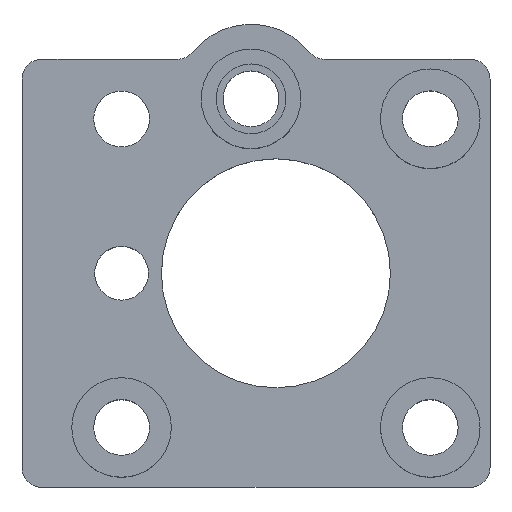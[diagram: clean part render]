
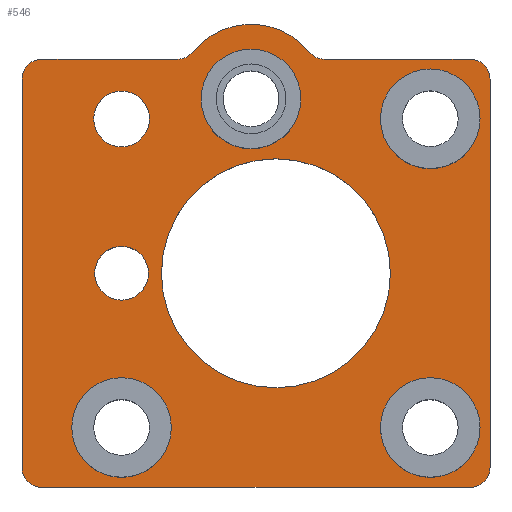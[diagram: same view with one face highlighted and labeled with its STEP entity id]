
A CAD part, top view. The second image highlights one B-rep face of the part: STEP entity #546.
In plain terms, the highlighted planar face has unit normal (0, 0, 1).
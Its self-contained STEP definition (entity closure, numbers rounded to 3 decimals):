
#27=FACE_BOUND('',#120,.T.);
#28=FACE_BOUND('',#121,.T.);
#29=FACE_BOUND('',#122,.T.);
#30=FACE_BOUND('',#123,.T.);
#31=FACE_BOUND('',#124,.T.);
#32=FACE_BOUND('',#125,.T.);
#33=FACE_BOUND('',#126,.T.);
#45=PLANE('',#629);
#76=FACE_OUTER_BOUND('',#119,.T.);
#119=EDGE_LOOP('',(#478,#479,#480,#481,#482,#483,#484,#485,#486,#487,#488,
#489));
#120=EDGE_LOOP('',(#490));
#121=EDGE_LOOP('',(#491));
#122=EDGE_LOOP('',(#492));
#123=EDGE_LOOP('',(#493));
#124=EDGE_LOOP('',(#494));
#125=EDGE_LOOP('',(#495));
#126=EDGE_LOOP('',(#496));
#131=LINE('',#819,#165);
#140=LINE('',#870,#174);
#145=LINE('',#883,#179);
#159=LINE('',#952,#193);
#160=LINE('',#954,#194);
#165=VECTOR('',#644,10.);
#174=VECTOR('',#695,10.);
#179=VECTOR('',#710,10.);
#193=VECTOR('',#798,10.);
#194=VECTOR('',#801,10.);
#196=CIRCLE('',#563,2.);
#198=CIRCLE('',#567,2.);
#199=CIRCLE('',#569,7.5);
#201=CIRCLE('',#572,2.);
#213=CIRCLE('',#587,2.);
#214=CIRCLE('',#589,2.);
#215=CIRCLE('',#592,2.);
#220=CIRCLE('',#601,5.);
#222=CIRCLE('',#605,5.);
#224=CIRCLE('',#610,2.8);
#226=CIRCLE('',#613,5.);
#229=CIRCLE('',#619,5.);
#231=CIRCLE('',#624,11.5);
#232=CIRCLE('',#626,2.7);
#235=VERTEX_POINT('',#809);
#236=VERTEX_POINT('',#811);
#238=VERTEX_POINT('',#817);
#241=VERTEX_POINT('',#824);
#242=VERTEX_POINT('',#826);
#243=VERTEX_POINT('',#833);
#244=VERTEX_POINT('',#834);
#259=VERTEX_POINT('',#869);
#260=VERTEX_POINT('',#873);
#261=VERTEX_POINT('',#877);
#262=VERTEX_POINT('',#881);
#263=VERTEX_POINT('',#885);
#268=VERTEX_POINT('',#902);
#270=VERTEX_POINT('',#909);
#272=VERTEX_POINT('',#918);
#274=VERTEX_POINT('',#924);
#277=VERTEX_POINT('',#935);
#279=VERTEX_POINT('',#944);
#280=VERTEX_POINT('',#948);
#283=EDGE_CURVE('',#235,#236,#196,.T.);
#287=EDGE_CURVE('',#235,#238,#131,.T.);
#290=EDGE_CURVE('',#241,#242,#198,.T.);
#292=EDGE_CURVE('',#241,#236,#199,.T.);
#294=EDGE_CURVE('',#243,#244,#201,.T.);
#312=EDGE_CURVE('',#259,#244,#140,.T.);
#314=EDGE_CURVE('',#259,#260,#213,.T.);
#316=EDGE_CURVE('',#261,#238,#214,.T.);
#319=EDGE_CURVE('',#261,#262,#145,.T.);
#320=EDGE_CURVE('',#263,#262,#215,.T.);
#329=EDGE_CURVE('',#268,#268,#220,.T.);
#332=EDGE_CURVE('',#270,#270,#222,.T.);
#335=EDGE_CURVE('',#272,#272,#224,.T.);
#339=EDGE_CURVE('',#274,#274,#226,.T.);
#344=EDGE_CURVE('',#277,#277,#229,.T.);
#347=EDGE_CURVE('',#279,#279,#231,.T.);
#349=EDGE_CURVE('',#280,#280,#232,.T.);
#351=EDGE_CURVE('',#243,#242,#159,.T.);
#352=EDGE_CURVE('',#263,#260,#160,.T.);
#478=ORIENTED_EDGE('',*,*,#294,.F.);
#479=ORIENTED_EDGE('',*,*,#351,.T.);
#480=ORIENTED_EDGE('',*,*,#290,.F.);
#481=ORIENTED_EDGE('',*,*,#292,.T.);
#482=ORIENTED_EDGE('',*,*,#283,.F.);
#483=ORIENTED_EDGE('',*,*,#287,.T.);
#484=ORIENTED_EDGE('',*,*,#316,.F.);
#485=ORIENTED_EDGE('',*,*,#319,.T.);
#486=ORIENTED_EDGE('',*,*,#320,.F.);
#487=ORIENTED_EDGE('',*,*,#352,.T.);
#488=ORIENTED_EDGE('',*,*,#314,.F.);
#489=ORIENTED_EDGE('',*,*,#312,.T.);
#490=ORIENTED_EDGE('',*,*,#335,.F.);
#491=ORIENTED_EDGE('',*,*,#344,.T.);
#492=ORIENTED_EDGE('',*,*,#332,.T.);
#493=ORIENTED_EDGE('',*,*,#339,.T.);
#494=ORIENTED_EDGE('',*,*,#349,.T.);
#495=ORIENTED_EDGE('',*,*,#329,.T.);
#496=ORIENTED_EDGE('',*,*,#347,.T.);
#546=ADVANCED_FACE('',(#76,#27,#28,#29,#30,#31,#32,#33),#45,.T.);
#563=AXIS2_PLACEMENT_3D('',#812,#637,#638);
#567=AXIS2_PLACEMENT_3D('',#827,#650,#651);
#569=AXIS2_PLACEMENT_3D('',#830,#655,#656);
#572=AXIS2_PLACEMENT_3D('',#835,#661,#662);
#587=AXIS2_PLACEMENT_3D('',#874,#699,#700);
#589=AXIS2_PLACEMENT_3D('',#878,#704,#705);
#592=AXIS2_PLACEMENT_3D('',#886,#713,#714);
#601=AXIS2_PLACEMENT_3D('',#904,#735,#736);
#605=AXIS2_PLACEMENT_3D('',#911,#744,#745);
#610=AXIS2_PLACEMENT_3D('',#919,#755,#756);
#613=AXIS2_PLACEMENT_3D('',#926,#763,#764);
#619=AXIS2_PLACEMENT_3D('',#937,#777,#778);
#624=AXIS2_PLACEMENT_3D('',#945,#788,#789);
#626=AXIS2_PLACEMENT_3D('',#949,#793,#794);
#629=AXIS2_PLACEMENT_3D('',#955,#802,#803);
#637=DIRECTION('center_axis',(0.,0.,1.));
#638=DIRECTION('ref_axis',(0.429,-0.903,0.));
#644=DIRECTION('',(-1.,0.,0.));
#650=DIRECTION('center_axis',(0.,0.,1.));
#651=DIRECTION('ref_axis',(-0.429,-0.903,0.));
#655=DIRECTION('center_axis',(0.,0.,1.));
#656=DIRECTION('ref_axis',(1.,0.,0.));
#661=DIRECTION('center_axis',(0.,0.,-1.));
#662=DIRECTION('ref_axis',(0.707,0.707,0.));
#695=DIRECTION('',(0.,1.,0.));
#699=DIRECTION('center_axis',(0.,0.,-1.));
#700=DIRECTION('ref_axis',(0.707,-0.707,0.));
#704=DIRECTION('center_axis',(0.,0.,-1.));
#705=DIRECTION('ref_axis',(-0.707,0.707,0.));
#710=DIRECTION('',(0.,-1.,0.));
#713=DIRECTION('center_axis',(0.,0.,-1.));
#714=DIRECTION('ref_axis',(-0.707,-0.707,0.));
#735=DIRECTION('center_axis',(0.,0.,-1.));
#736=DIRECTION('ref_axis',(1.,0.,0.));
#744=DIRECTION('center_axis',(0.,0.,-1.));
#745=DIRECTION('ref_axis',(1.,0.,0.));
#755=DIRECTION('center_axis',(0.,0.,1.));
#756=DIRECTION('ref_axis',(1.,0.,0.));
#763=DIRECTION('center_axis',(0.,0.,-1.));
#764=DIRECTION('ref_axis',(1.,0.,0.));
#777=DIRECTION('center_axis',(0.,0.,-1.));
#778=DIRECTION('ref_axis',(1.,0.,0.));
#788=DIRECTION('center_axis',(0.,0.,-1.));
#789=DIRECTION('ref_axis',(1.,0.,0.));
#793=DIRECTION('center_axis',(0.,0.,-1.));
#794=DIRECTION('ref_axis',(1.,0.,0.));
#798=DIRECTION('',(-1.,0.,0.));
#801=DIRECTION('',(1.,0.,0.));
#802=DIRECTION('center_axis',(0.,0.,1.));
#803=DIRECTION('ref_axis',(1.,0.,0.));
#809=CARTESIAN_POINT('',(11.635,43.,5.));
#811=CARTESIAN_POINT('',(13.185,43.737,5.));
#812=CARTESIAN_POINT('Origin',(11.635,45.,5.));
#817=CARTESIAN_POINT('',(-2.,43.,5.));
#819=CARTESIAN_POINT('',(0.,43.,5.));
#824=CARTESIAN_POINT('',(24.815,43.737,5.));
#826=CARTESIAN_POINT('',(26.365,43.,5.));
#827=CARTESIAN_POINT('Origin',(26.365,45.,5.));
#830=CARTESIAN_POINT('Origin',(19.,39.,5.));
#833=CARTESIAN_POINT('',(41.,43.,5.));
#834=CARTESIAN_POINT('',(43.,41.,5.));
#835=CARTESIAN_POINT('Origin',(41.,41.,5.));
#869=CARTESIAN_POINT('',(43.,2.,5.));
#870=CARTESIAN_POINT('',(43.,0.,5.));
#873=CARTESIAN_POINT('',(41.,0.,5.));
#874=CARTESIAN_POINT('Origin',(41.,2.,5.));
#877=CARTESIAN_POINT('',(-4.,41.,5.));
#878=CARTESIAN_POINT('Origin',(-2.,41.,5.));
#881=CARTESIAN_POINT('',(-4.,2.,5.));
#883=CARTESIAN_POINT('',(-4.,43.,5.));
#885=CARTESIAN_POINT('',(-2.,0.,5.));
#886=CARTESIAN_POINT('Origin',(-2.,2.,5.));
#902=CARTESIAN_POINT('',(14.,39.,5.));
#904=CARTESIAN_POINT('Origin',(19.,39.,5.));
#909=CARTESIAN_POINT('',(1.,6.,5.));
#911=CARTESIAN_POINT('Origin',(6.,6.,5.));
#918=CARTESIAN_POINT('',(3.2,37.,5.));
#919=CARTESIAN_POINT('Origin',(6.,37.,5.));
#924=CARTESIAN_POINT('',(32.,6.,5.));
#926=CARTESIAN_POINT('Origin',(37.,6.,5.));
#935=CARTESIAN_POINT('',(32.,37.,5.));
#937=CARTESIAN_POINT('Origin',(37.,37.,5.));
#944=CARTESIAN_POINT('',(10.,21.5,5.));
#945=CARTESIAN_POINT('Origin',(21.5,21.5,5.));
#948=CARTESIAN_POINT('',(3.3,21.5,5.));
#949=CARTESIAN_POINT('Origin',(6.,21.5,5.));
#952=CARTESIAN_POINT('',(43.,43.,5.));
#954=CARTESIAN_POINT('',(-4.,0.,5.));
#955=CARTESIAN_POINT('Origin',(19.5,23.25,5.));
